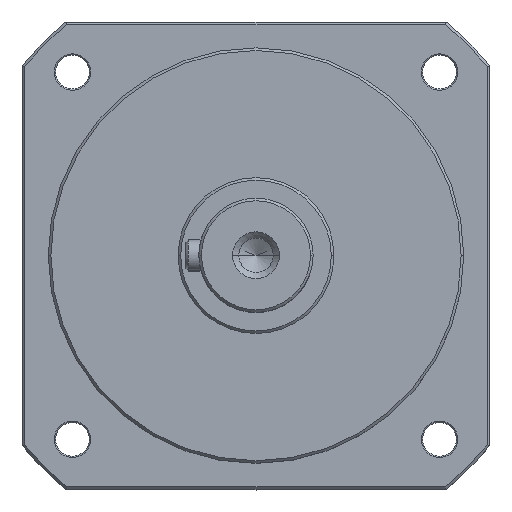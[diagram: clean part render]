
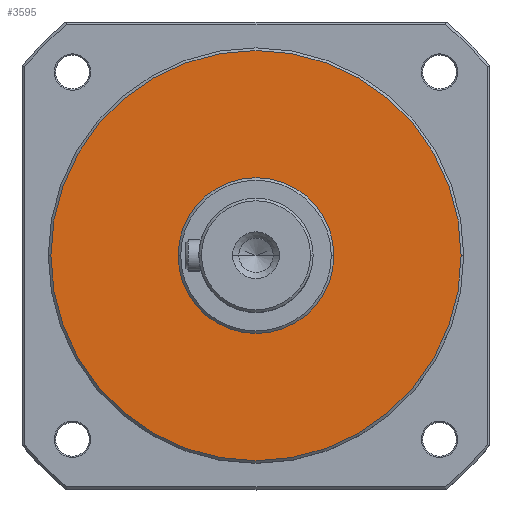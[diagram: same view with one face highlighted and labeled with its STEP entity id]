
A CAD part, top view. The second image highlights one B-rep face of the part: STEP entity #3595.
In plain terms, the highlighted planar face has unit normal (0, 0, 1).
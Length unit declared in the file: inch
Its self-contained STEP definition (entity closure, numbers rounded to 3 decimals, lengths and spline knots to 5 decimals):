
#79 = CARTESIAN_POINT ( 'NONE',  ( -1.05481, -0.61496, 1.90261 ) ) ;
#157 = CARTESIAN_POINT ( 'NONE',  ( 0.5003, -0.61496, 1.90261 ) ) ;
#319 = EDGE_CURVE ( 'NONE', #1879, #3764, #3234, .T. ) ;
#567 = AXIS2_PLACEMENT_3D ( 'NONE', #8839, #2488, #8074 ) ;
#810 = DIRECTION ( 'NONE',  ( 0., 0., -1. ) ) ;
#1112 = ORIENTED_EDGE ( 'NONE', *, *, #319, .T. ) ;
#1352 = CARTESIAN_POINT ( 'NONE',  ( -2.60993, -0.61496, 1.90261 ) ) ;
#1496 = FACE_OUTER_BOUND ( 'NONE', #6329, .T. ) ;
#1541 = EDGE_LOOP ( 'NONE', ( #1112, #3927 ) ) ;
#1879 = VERTEX_POINT ( 'NONE', #2060 ) ;
#1911 = AXIS2_PLACEMENT_3D ( 'NONE', #5282, #6577, #3122 ) ;
#2060 = CARTESIAN_POINT ( 'NONE',  ( -1.64536, -0.61496, 1.90261 ) ) ;
#2081 = VERTEX_POINT ( 'NONE', #2671 ) ;
#2488 = DIRECTION ( 'NONE',  ( 0., 0., -1. ) ) ;
#2615 = CARTESIAN_POINT ( 'NONE',  ( -0.46426, -0.61496, 1.90261 ) ) ;
#2671 = CARTESIAN_POINT ( 'NONE',  ( -2.60993, -0.61496, 1.90261 ) ) ;
#2725 = EDGE_CURVE ( 'NONE', #7836, #2081, #7613, .T. ) ;
#3086 = AXIS2_PLACEMENT_3D ( 'NONE', #8677, #8075, #4479 ) ;
#3122 = DIRECTION ( 'NONE',  ( -1., 0., 0. ) ) ;
#3234 = CIRCLE ( 'NONE', #1911, 0.59055 ) ;
#3336 = CIRCLE ( 'NONE', #567, 0.59055 ) ;
#3595 = ADVANCED_FACE ( 'NONE', ( #4324, #1496 ), #5570, .T. ) ;
#3764 = VERTEX_POINT ( 'NONE', #2615 ) ;
#3874 = ORIENTED_EDGE ( 'NONE', *, *, #6357, .F. ) ;
#3882 = DIRECTION ( 'NONE',  ( -1., 0., 0. ) ) ;
#3927 = ORIENTED_EDGE ( 'NONE', *, *, #5159, .T. ) ;
#4045 = AXIS2_PLACEMENT_3D ( 'NONE', #1352, #8397, #6967 ) ;
#4324 = FACE_BOUND ( 'NONE', #1541, .T. ) ;
#4479 = DIRECTION ( 'NONE',  ( -1., 0., 0. ) ) ;
#5159 = EDGE_CURVE ( 'NONE', #3764, #1879, #3336, .T. ) ;
#5282 = CARTESIAN_POINT ( 'NONE',  ( -1.05481, -0.61496, 1.90261 ) ) ;
#5570 = PLANE ( 'NONE',  #4045 ) ;
#5799 = ORIENTED_EDGE ( 'NONE', *, *, #2725, .F. ) ;
#6329 = EDGE_LOOP ( 'NONE', ( #3874, #5799 ) ) ;
#6357 = EDGE_CURVE ( 'NONE', #2081, #7836, #7631, .T. ) ;
#6479 = AXIS2_PLACEMENT_3D ( 'NONE', #79, #810, #3882 ) ;
#6577 = DIRECTION ( 'NONE',  ( 0., 0., -1. ) ) ;
#6967 = DIRECTION ( 'NONE',  ( 1., 0., 0. ) ) ;
#7613 = CIRCLE ( 'NONE', #3086, 1.55512 ) ;
#7631 = CIRCLE ( 'NONE', #6479, 1.55512 ) ;
#7836 = VERTEX_POINT ( 'NONE', #157 ) ;
#8074 = DIRECTION ( 'NONE',  ( -1., 0., 0. ) ) ;
#8075 = DIRECTION ( 'NONE',  ( 0., 0., -1. ) ) ;
#8397 = DIRECTION ( 'NONE',  ( 0., 0., 1. ) ) ;
#8677 = CARTESIAN_POINT ( 'NONE',  ( -1.05481, -0.61496, 1.90261 ) ) ;
#8839 = CARTESIAN_POINT ( 'NONE',  ( -1.05481, -0.61496, 1.90261 ) ) ;
